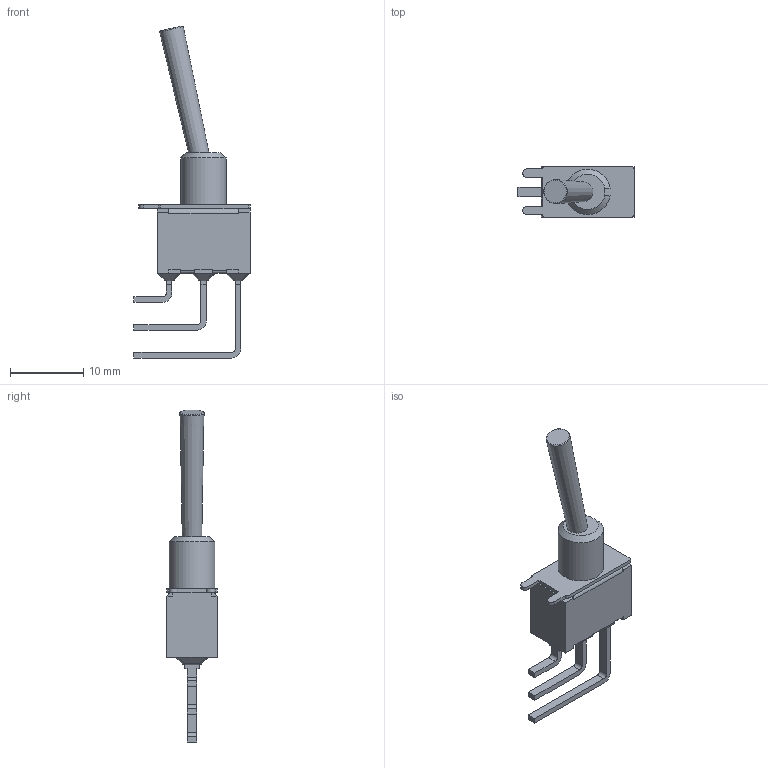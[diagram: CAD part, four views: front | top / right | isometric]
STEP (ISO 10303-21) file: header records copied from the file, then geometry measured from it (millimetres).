
FILE_DESCRIPTION((''),'2;1');
FILE_NAME('100SPxT4B4M7xE.stp','2017-12-13T08:19:01',('mroman'),(''),'Autodesk Inventor 2012','Autodesk Inventor 2012','');
FILE_SCHEMA(('CONFIG_CONTROL_DESIGN'));
Length unit declared in the file: inch
Products named in the file (1): 100SPxT4B4M7xE
Bounding box: 15.87 x 6.86 x 45.38 mm (x, y, z)
Volume: 1210.1 mm3; surface area: 1122 mm2
Topology: 1 solids, 5 shells, 193 faces, 479 edges, 296 vertices
Faces by surface type: plane 131, cylinder 47, sphere 12, cone 2, torus 1
Entity records: 5834 total; most frequent: CARTESIAN_POINT 973, DIRECTION 962, ORIENTED_EDGE 952, EDGE_CURVE 476, VECTOR 370, LINE 370, AXIS2_PLACEMENT_3D 296, VERTEX_POINT 295
